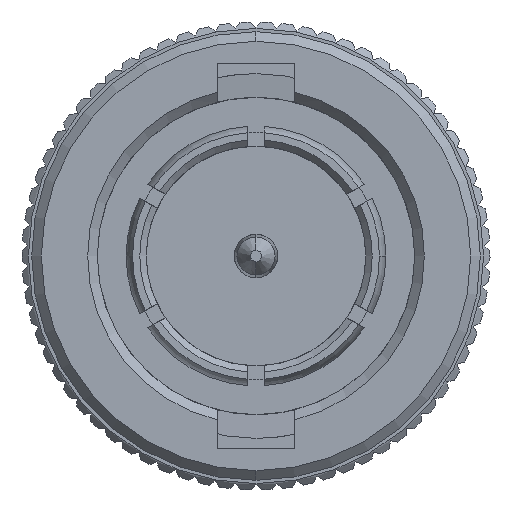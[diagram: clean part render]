
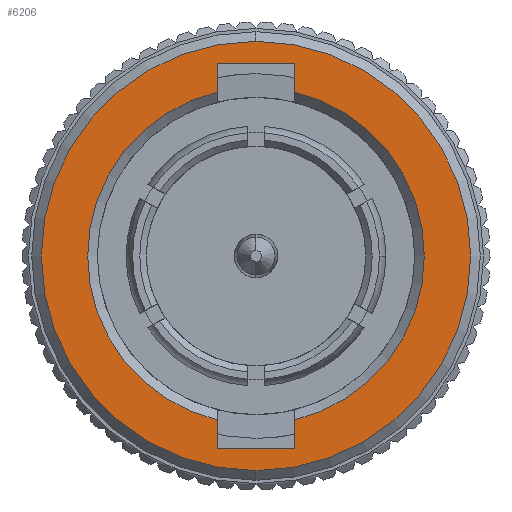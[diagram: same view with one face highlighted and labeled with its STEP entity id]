
A CAD part, left-side view. The second image highlights one B-rep face of the part: STEP entity #6206.
In plain terms, the highlighted planar face has unit normal (-1, 0, 0).
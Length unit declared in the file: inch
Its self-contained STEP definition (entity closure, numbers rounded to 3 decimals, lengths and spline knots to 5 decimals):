
#416 = ORIENTED_EDGE ( 'NONE', *, *, #17234, .F. ) ;
#466 = LINE ( 'NONE', #6608, #17663 ) ;
#473 = LINE ( 'NONE', #4866, #2476 ) ;
#577 = ORIENTED_EDGE ( 'NONE', *, *, #17351, .T. ) ;
#893 = VERTEX_POINT ( 'NONE', #9520 ) ;
#1164 = DIRECTION ( 'NONE',  ( 0., 0., 1. ) ) ;
#1529 = AXIS2_PLACEMENT_3D ( 'NONE', #6546, #15294, #7994 ) ;
#1635 = AXIS2_PLACEMENT_3D ( 'NONE', #10884, #3786, #17155 ) ;
#1671 = ORIENTED_EDGE ( 'NONE', *, *, #5176, .T. ) ;
#1743 = ORIENTED_EDGE ( 'NONE', *, *, #13067, .F. ) ;
#2001 = DIRECTION ( 'NONE',  ( 0., 0., -1. ) ) ;
#2231 = VECTOR ( 'NONE', #18996, 39.37008 ) ;
#2242 = EDGE_LOOP ( 'NONE', ( #577, #1671 ) ) ;
#2268 = VERTEX_POINT ( 'NONE', #5590 ) ;
#2282 = AXIS2_PLACEMENT_3D ( 'NONE', #10609, #4730, #3293 ) ;
#2476 = VECTOR ( 'NONE', #2001, 39.37008 ) ;
#2495 = AXIS2_PLACEMENT_3D ( 'NONE', #4391, #4031, #1164 ) ;
#2521 = DIRECTION ( 'NONE',  ( -1., 0., 0. ) ) ;
#3203 = FACE_BOUND ( 'NONE', #17260, .T. ) ;
#3293 = DIRECTION ( 'NONE',  ( 0., 0., 1. ) ) ;
#3428 = DIRECTION ( 'NONE',  ( 0., 0., 1. ) ) ;
#3786 = DIRECTION ( 'NONE',  ( -1., 0., 0. ) ) ;
#4031 = DIRECTION ( 'NONE',  ( 1., 0., 0. ) ) ;
#4258 = EDGE_CURVE ( 'NONE', #15038, #893, #12277, .T. ) ;
#4391 = CARTESIAN_POINT ( 'NONE',  ( -0.06019, 0., 0. ) ) ;
#4730 = DIRECTION ( 'NONE',  ( -1., 0., 0. ) ) ;
#4866 = CARTESIAN_POINT ( 'NONE',  ( -0.06019, -0.04724, 0. ) ) ;
#4926 = EDGE_CURVE ( 'NONE', #9604, #2268, #18812, .T. ) ;
#5090 = ORIENTED_EDGE ( 'NONE', *, *, #4258, .T. ) ;
#5176 = EDGE_CURVE ( 'NONE', #15477, #18775, #13905, .T. ) ;
#5241 = CIRCLE ( 'NONE', #2495, 0.20531 ) ;
#5437 = CARTESIAN_POINT ( 'NONE',  ( -0.06019, -0.04724, 0.23425 ) ) ;
#5590 = CARTESIAN_POINT ( 'NONE',  ( -0.06019, -0.04724, -0.23425 ) ) ;
#6080 = FACE_OUTER_BOUND ( 'NONE', #2242, .T. ) ;
#6146 = VECTOR ( 'NONE', #14450, 39.37008 ) ;
#6206 = ADVANCED_FACE ( 'NONE', ( #3203, #6080 ), #16381, .T. ) ;
#6341 = ORIENTED_EDGE ( 'NONE', *, *, #13376, .T. ) ;
#6546 = CARTESIAN_POINT ( 'NONE',  ( -0.06019, 0., 0. ) ) ;
#6608 = CARTESIAN_POINT ( 'NONE',  ( -0.06019, 0.04724, 0. ) ) ;
#6675 = ORIENTED_EDGE ( 'NONE', *, *, #15346, .T. ) ;
#7308 = CARTESIAN_POINT ( 'NONE',  ( -0.06019, 0., -0.26181 ) ) ;
#7588 = ORIENTED_EDGE ( 'NONE', *, *, #4926, .T. ) ;
#7749 = VERTEX_POINT ( 'NONE', #5437 ) ;
#7994 = DIRECTION ( 'NONE',  ( 0., 0., 1. ) ) ;
#9231 = AXIS2_PLACEMENT_3D ( 'NONE', #10964, #2521, #14244 ) ;
#9520 = CARTESIAN_POINT ( 'NONE',  ( -0.06019, 0.04724, -0.19981 ) ) ;
#9604 = VERTEX_POINT ( 'NONE', #16734 ) ;
#9808 = CIRCLE ( 'NONE', #1529, 0.20531 ) ;
#9911 = VECTOR ( 'NONE', #18753, 39.37008 ) ;
#10045 = CARTESIAN_POINT ( 'NONE',  ( -0.06019, 0., 0.23425 ) ) ;
#10244 = CARTESIAN_POINT ( 'NONE',  ( -0.06019, -0.04724, 0. ) ) ;
#10609 = CARTESIAN_POINT ( 'NONE',  ( -0.06019, 0., 0. ) ) ;
#10625 = VERTEX_POINT ( 'NONE', #18823 ) ;
#10884 = CARTESIAN_POINT ( 'NONE',  ( -0.06019, 0., 0. ) ) ;
#10964 = CARTESIAN_POINT ( 'NONE',  ( -0.06019, 0., 0. ) ) ;
#11517 = CARTESIAN_POINT ( 'NONE',  ( -0.06019, -0.04724, 0.19981 ) ) ;
#11861 = ORIENTED_EDGE ( 'NONE', *, *, #12586, .T. ) ;
#12091 = CARTESIAN_POINT ( 'NONE',  ( -0.06019, 0.04724, 0. ) ) ;
#12277 = LINE ( 'NONE', #12091, #18643 ) ;
#12374 = DIRECTION ( 'NONE',  ( 0., 0., 1. ) ) ;
#12586 = EDGE_CURVE ( 'NONE', #893, #10625, #9808, .T. ) ;
#12790 = ORIENTED_EDGE ( 'NONE', *, *, #15137, .T. ) ;
#12880 = CARTESIAN_POINT ( 'NONE',  ( -0.06019, 0., -0.23425 ) ) ;
#12978 = LINE ( 'NONE', #12880, #9911 ) ;
#13067 = EDGE_CURVE ( 'NONE', #15038, #2268, #12978, .T. ) ;
#13221 = CIRCLE ( 'NONE', #9231, 0.26181 ) ;
#13376 = EDGE_CURVE ( 'NONE', #10625, #15957, #466, .T. ) ;
#13767 = CARTESIAN_POINT ( 'NONE',  ( -0.06019, 0.04724, 0.23425 ) ) ;
#13905 = CIRCLE ( 'NONE', #1635, 0.26181 ) ;
#14244 = DIRECTION ( 'NONE',  ( 0., 0., -1. ) ) ;
#14450 = DIRECTION ( 'NONE',  ( 0., 1., 0. ) ) ;
#15038 = VERTEX_POINT ( 'NONE', #17320 ) ;
#15137 = EDGE_CURVE ( 'NONE', #7749, #15297, #473, .T. ) ;
#15294 = DIRECTION ( 'NONE',  ( 1., 0., 0. ) ) ;
#15297 = VERTEX_POINT ( 'NONE', #11517 ) ;
#15346 = EDGE_CURVE ( 'NONE', #15297, #9604, #5241, .T. ) ;
#15477 = VERTEX_POINT ( 'NONE', #17752 ) ;
#15957 = VERTEX_POINT ( 'NONE', #13767 ) ;
#15988 = LINE ( 'NONE', #10045, #6146 ) ;
#16381 = PLANE ( 'NONE',  #2282 ) ;
#16734 = CARTESIAN_POINT ( 'NONE',  ( -0.06019, -0.04724, -0.19981 ) ) ;
#17155 = DIRECTION ( 'NONE',  ( 0., 0., -1. ) ) ;
#17234 = EDGE_CURVE ( 'NONE', #7749, #15957, #15988, .T. ) ;
#17260 = EDGE_LOOP ( 'NONE', ( #1743, #5090, #11861, #6341, #416, #12790, #6675, #7588 ) ) ;
#17320 = CARTESIAN_POINT ( 'NONE',  ( -0.06019, 0.04724, -0.23425 ) ) ;
#17351 = EDGE_CURVE ( 'NONE', #18775, #15477, #13221, .T. ) ;
#17663 = VECTOR ( 'NONE', #3428, 39.37008 ) ;
#17752 = CARTESIAN_POINT ( 'NONE',  ( -0.06019, 0., 0.26181 ) ) ;
#18643 = VECTOR ( 'NONE', #12374, 39.37008 ) ;
#18753 = DIRECTION ( 'NONE',  ( 0., -1., 0. ) ) ;
#18775 = VERTEX_POINT ( 'NONE', #7308 ) ;
#18812 = LINE ( 'NONE', #10244, #2231 ) ;
#18823 = CARTESIAN_POINT ( 'NONE',  ( -0.06019, 0.04724, 0.19981 ) ) ;
#18996 = DIRECTION ( 'NONE',  ( 0., 0., -1. ) ) ;
